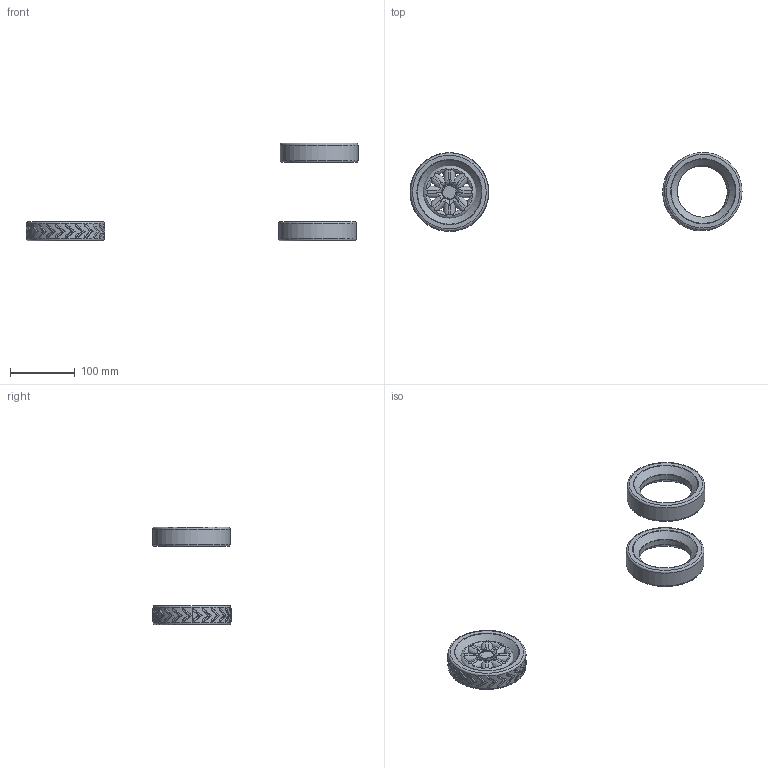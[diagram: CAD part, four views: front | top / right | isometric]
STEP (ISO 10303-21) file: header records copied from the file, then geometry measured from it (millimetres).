
FILE_DESCRIPTION(('HOOPS Exchange Step'),'2;1');
FILE_NAME('temp_export','2022-08-07T10:42:44+02:00',('asadu'),('Shapr3D Limited'),'HOOPS Exchange 2022.0','Shapr3D','Authorized');
FILE_SCHEMA( ('AP203_CONFIGURATION_CONTROLLED_3D_DESIGN_OF_MECHANICAL_PARTS_AND_ASSEMBLIES_MIM_LF') );
Length unit declared in the file: millimetre
Products named in the file (4): Tire; Rim; Wheel; root
Assembly tree (3 placements, depth 3):
  root
    Wheel
      Tire
      Rim
Bounding box: 513.79 x 122.09 x 151.38 mm (x, y, z)
Volume: 572866.2 mm3; surface area: 103954.6 mm2
Topology: 5 solids, 5 shells, 390 faces, 1015 edges, 617 vertices
Faces by surface type: plane 140, cylinder 112, bspline 96, torus 36, cone 6
Full cylindrical faces by diameter (mm): 80 x3, 83 x1, 120 x2
Entity records: 16387 total; most frequent: CARTESIAN_POINT 7639, ORIENTED_EDGE 2030, DIRECTION 1454, EDGE_CURVE 1015, VERTEX_POINT 617, AXIS2_PLACEMENT_3D 543, B_SPLINE_CURVE_WITH_KNOTS 402, EDGE_LOOP 396
